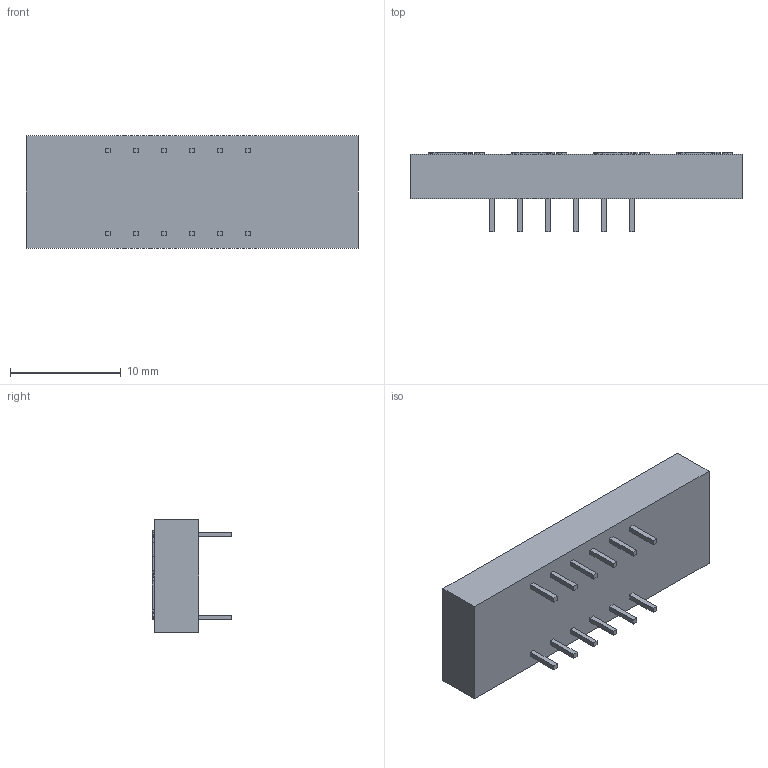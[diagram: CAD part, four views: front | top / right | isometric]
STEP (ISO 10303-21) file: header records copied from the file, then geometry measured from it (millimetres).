
FILE_DESCRIPTION (( 'STEP AP214' ), '1' );
FILE_NAME ('ÊýÂë¹ÜJM-S02843BW-002.STEP', '2024-02-17T03:29:19', ( '' ), ( '' ), 'SwSTEP 2.0', 'SolidWorks 2016', '' );
FILE_SCHEMA (( 'AUTOMOTIVE_DESIGN' ));
Length unit declared in the file: millimetre
Products named in the file (1): 杅鎢奪JM-S02843BW-002
Bounding box: 30 x 7.2 x 10.2 mm (x, y, z)
Volume: 1246.6 mm3; surface area: 1040.8 mm2
Topology: 1 solids, 1 shells, 338 faces, 876 edges, 584 vertices
Faces by surface type: plane 278, bspline 52, cylinder 8
Entity records: 11493 total; most frequent: CARTESIAN_POINT 3451, ORIENTED_EDGE 1752, DIRECTION 1362, EDGE_CURVE 876, LINE 756, VECTOR 756, VERTEX_POINT 584, EDGE_LOOP 382
